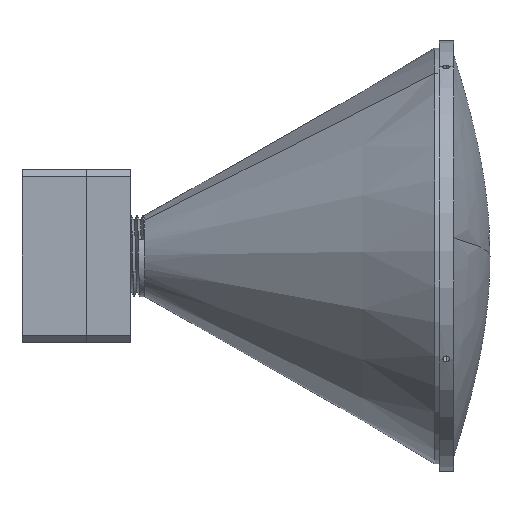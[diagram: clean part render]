
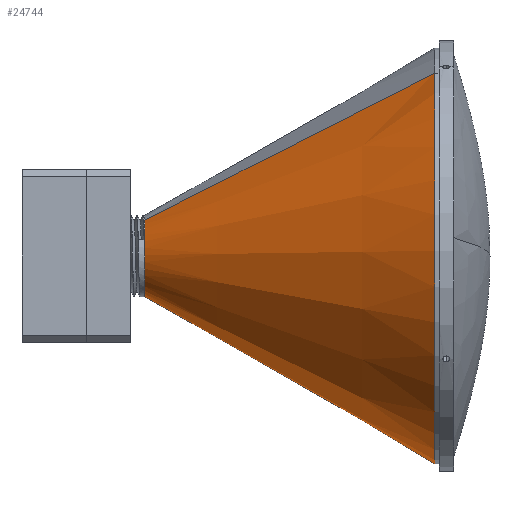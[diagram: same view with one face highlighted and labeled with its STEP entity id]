
A CAD part, left-side view. The second image highlights one B-rep face of the part: STEP entity #24744.
In plain terms, the highlighted conical face has half-angle 30 degrees and reference radius 7.144 mm.
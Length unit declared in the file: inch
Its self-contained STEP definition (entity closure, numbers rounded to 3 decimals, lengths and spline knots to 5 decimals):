
#269 = EDGE_LOOP ( 'NONE', ( #11816, #13500, #17602, #11073 ) ) ;
#3662 = CARTESIAN_POINT ( 'NONE',  ( -0.13452, -0.404, 0.24699 ) ) ;
#5007 = VECTOR ( 'NONE', #10860, 39.37008 ) ;
#7182 = DIRECTION ( 'NONE',  ( 0.478, 0., -0.878 ) ) ;
#7704 = CARTESIAN_POINT ( 'NONE',  ( 0., -0.404, 0. ) ) ;
#8342 = DIRECTION ( 'NONE',  ( -0.478, 0., 0.878 ) ) ;
#8866 = CIRCLE ( 'NONE', #13560, 1.44 ) ;
#9596 = CARTESIAN_POINT ( 'NONE',  ( 0.13452, -0.404, -0.24699 ) ) ;
#10860 = DIRECTION ( 'NONE',  ( -0.239, -0.866, 0.439 ) ) ;
#11073 = ORIENTED_EDGE ( 'NONE', *, *, #25988, .F. ) ;
#11816 = ORIENTED_EDGE ( 'NONE', *, *, #19621, .F. ) ;
#12566 = EDGE_CURVE ( 'NONE', #24314, #13452, #13182, .T. ) ;
#13182 = CIRCLE ( 'NONE', #23110, 0.28125 ) ;
#13452 = VERTEX_POINT ( 'NONE', #17496 ) ;
#13471 = DIRECTION ( 'NONE',  ( 0.239, -0.866, -0.439 ) ) ;
#13500 = ORIENTED_EDGE ( 'NONE', *, *, #12566, .F. ) ;
#13560 = AXIS2_PLACEMENT_3D ( 'NONE', #24340, #22209, #7182 ) ;
#17496 = CARTESIAN_POINT ( 'NONE',  ( -0.13452, -0.404, 0.24699 ) ) ;
#17602 = ORIENTED_EDGE ( 'NONE', *, *, #24571, .T. ) ;
#18214 = CONICAL_SURFACE ( 'NONE', #21859, 0.28125, 0.524 ) ;
#19621 = EDGE_CURVE ( 'NONE', #13452, #20744, #26055, .T. ) ;
#20526 = LINE ( 'NONE', #30480, #30731 ) ;
#20744 = VERTEX_POINT ( 'NONE', #21329 ) ;
#20764 = DIRECTION ( 'NONE',  ( 0., 1., 0. ) ) ;
#21329 = CARTESIAN_POINT ( 'NONE',  ( -0.68875, -2.41101, 1.2646 ) ) ;
#21488 = CARTESIAN_POINT ( 'NONE',  ( 0., -0.404, 0. ) ) ;
#21803 = DIRECTION ( 'NONE',  ( 0., -1., 0. ) ) ;
#21859 = AXIS2_PLACEMENT_3D ( 'NONE', #21488, #21803, #28825 ) ;
#22209 = DIRECTION ( 'NONE',  ( 0., -1., 0. ) ) ;
#23110 = AXIS2_PLACEMENT_3D ( 'NONE', #7704, #20764, #8342 ) ;
#23434 = VERTEX_POINT ( 'NONE', #24370 ) ;
#24314 = VERTEX_POINT ( 'NONE', #9596 ) ;
#24340 = CARTESIAN_POINT ( 'NONE',  ( 0., -2.41101, 0. ) ) ;
#24370 = CARTESIAN_POINT ( 'NONE',  ( 0.68875, -2.41101, -1.2646 ) ) ;
#24571 = EDGE_CURVE ( 'NONE', #24314, #23434, #20526, .T. ) ;
#24744 = ADVANCED_FACE ( 'NONE', ( #26374 ), #18214, .T. ) ;
#25988 = EDGE_CURVE ( 'NONE', #20744, #23434, #8866, .T. ) ;
#26055 = LINE ( 'NONE', #3662, #5007 ) ;
#26374 = FACE_OUTER_BOUND ( 'NONE', #269, .T. ) ;
#28825 = DIRECTION ( 'NONE',  ( 0.478, 0., -0.878 ) ) ;
#30480 = CARTESIAN_POINT ( 'NONE',  ( 0.13452, -0.404, -0.24699 ) ) ;
#30731 = VECTOR ( 'NONE', #13471, 39.37008 ) ;
